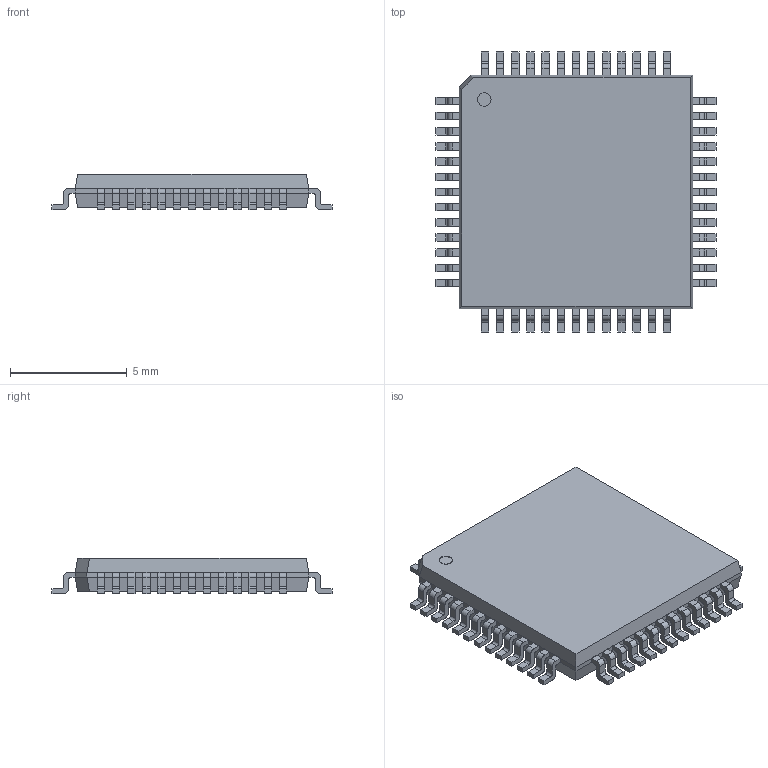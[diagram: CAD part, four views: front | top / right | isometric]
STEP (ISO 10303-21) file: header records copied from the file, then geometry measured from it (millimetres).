
FILE_DESCRIPTION(('FreeCAD Model'),'2;1');
FILE_NAME( 'tqfp52_10x10.stp', '2015-12-04T21:22:55',('Author'),(''), 'Open CASCADE STEP processor 6.7','FreeCAD','Unknown');
FILE_SCHEMA(('AUTOMOTIVE_DESIGN_CC2 { 1 2 10303 214 -1 1 5 4 }'));
Length unit declared in the file: millimetre
Products named in the file (6): ASSEMBLY; Pocket; Array_(Mirror_#1); Array; Clone_of_Array_(Mirror_#2); Clone_of_Array_(Mirror_#1)
Assembly tree (5 placements, depth 2):
  ASSEMBLY
    Pocket
    Array_(Mirror_#1)
    Array
    Clone_of_Array_(Mirror_#2)
    Clone_of_Array_(Mirror_#1)
Bounding box: 12 x 12 x 1.5 mm (x, y, z)
Volume: 143.1 mm3; surface area: 342.1 mm2
Topology: 53 solids, 53 shells, 749 faces, 1916 edges, 1274 vertices
Faces by surface type: plane 538, cylinder 209, bspline 2
Full cylindrical faces by diameter (mm): 0.577 x1
Entity records: 47922 total; most frequent: CARTESIAN_POINT 10155, DIRECTION 6533, LINE 4060, VECTOR 4060, ORIENTED_EDGE 3832, PCURVE 3832, DEFINITIONAL_REPRESENTATION 3832, EDGE_CURVE 1916
